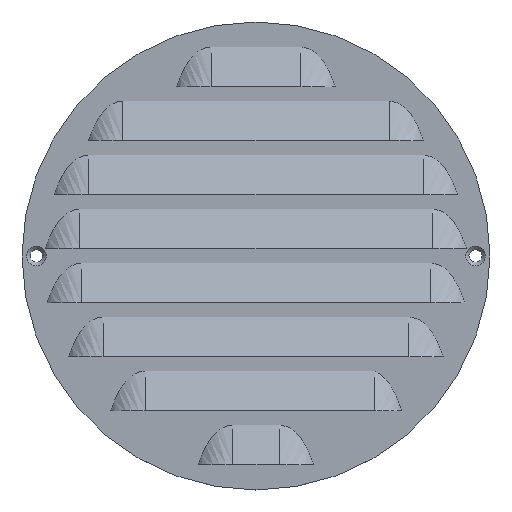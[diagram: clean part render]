
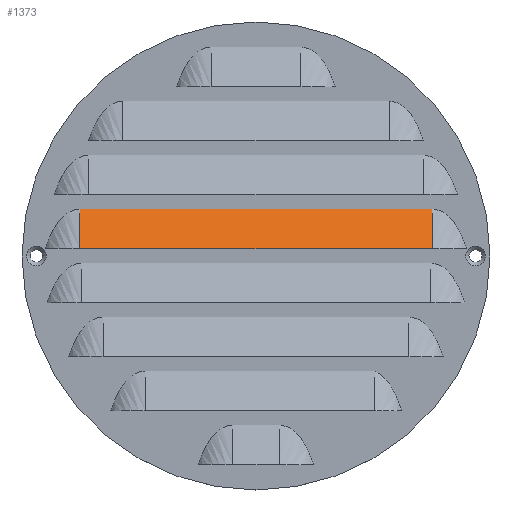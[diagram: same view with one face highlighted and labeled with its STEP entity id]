
A CAD part, top view. The second image highlights one B-rep face of the part: STEP entity #1373.
In plain terms, the highlighted planar face has unit normal (0, 0.414, 0.91).
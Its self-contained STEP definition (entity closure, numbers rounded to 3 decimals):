
#16 = DIRECTION ( 'NONE',  ( 0., 0.91, -0.414 ) ) ;
#419 = PLANE ( 'NONE',  #4079 ) ;
#518 = VERTEX_POINT ( 'NONE', #2843 ) ;
#532 = DIRECTION ( 'NONE',  ( -1., 0., 0. ) ) ;
#717 = CARTESIAN_POINT ( 'NONE',  ( -49., 2., 7. ) ) ;
#881 = DIRECTION ( 'NONE',  ( 0., 0.91, -0.414 ) ) ;
#910 = VECTOR ( 'NONE', #881, 1000. ) ;
#1340 = EDGE_CURVE ( 'NONE', #3853, #3828, #3441, .T. ) ;
#1373 = ADVANCED_FACE ( 'NONE', ( #3334 ), #419, .F. ) ;
#1742 = EDGE_LOOP ( 'NONE', ( #5074, #4719, #2810, #4846 ) ) ;
#1968 = LINE ( 'NONE', #5636, #910 ) ;
#2145 = CARTESIAN_POINT ( 'NONE',  ( -12.5, 2., 7. ) ) ;
#2267 = VERTEX_POINT ( 'NONE', #3256 ) ;
#2464 = LINE ( 'NONE', #4064, #3422 ) ;
#2477 = EDGE_CURVE ( 'NONE', #3828, #2267, #3140, .T. ) ;
#2487 = VECTOR ( 'NONE', #5519, 1000. ) ;
#2555 = EDGE_CURVE ( 'NONE', #3853, #518, #1968, .T. ) ;
#2810 = ORIENTED_EDGE ( 'NONE', *, *, #2555, .T. ) ;
#2843 = CARTESIAN_POINT ( 'NONE',  ( 49., 13., 2. ) ) ;
#2959 = CARTESIAN_POINT ( 'NONE',  ( -12.5, 2., 7. ) ) ;
#3140 = LINE ( 'NONE', #4258, #4447 ) ;
#3256 = CARTESIAN_POINT ( 'NONE',  ( -49., 13., 2. ) ) ;
#3334 = FACE_OUTER_BOUND ( 'NONE', #1742, .T. ) ;
#3422 = VECTOR ( 'NONE', #532, 1000. ) ;
#3441 = LINE ( 'NONE', #2959, #2487 ) ;
#3697 = CARTESIAN_POINT ( 'NONE',  ( 49., 2., 7. ) ) ;
#3828 = VERTEX_POINT ( 'NONE', #717 ) ;
#3853 = VERTEX_POINT ( 'NONE', #3697 ) ;
#4064 = CARTESIAN_POINT ( 'NONE',  ( -12.5, 13., 2. ) ) ;
#4079 = AXIS2_PLACEMENT_3D ( 'NONE', #2145, #4339, #16 ) ;
#4258 = CARTESIAN_POINT ( 'NONE',  ( -49., 2., 7. ) ) ;
#4339 = DIRECTION ( 'NONE',  ( 0., -0.414, -0.91 ) ) ;
#4447 = VECTOR ( 'NONE', #4693, 1000. ) ;
#4693 = DIRECTION ( 'NONE',  ( 0., 0.91, -0.414 ) ) ;
#4719 = ORIENTED_EDGE ( 'NONE', *, *, #1340, .F. ) ;
#4786 = EDGE_CURVE ( 'NONE', #518, #2267, #2464, .T. ) ;
#4846 = ORIENTED_EDGE ( 'NONE', *, *, #4786, .T. ) ;
#5074 = ORIENTED_EDGE ( 'NONE', *, *, #2477, .F. ) ;
#5519 = DIRECTION ( 'NONE',  ( -1., 0., 0. ) ) ;
#5636 = CARTESIAN_POINT ( 'NONE',  ( 49., 2., 7. ) ) ;
